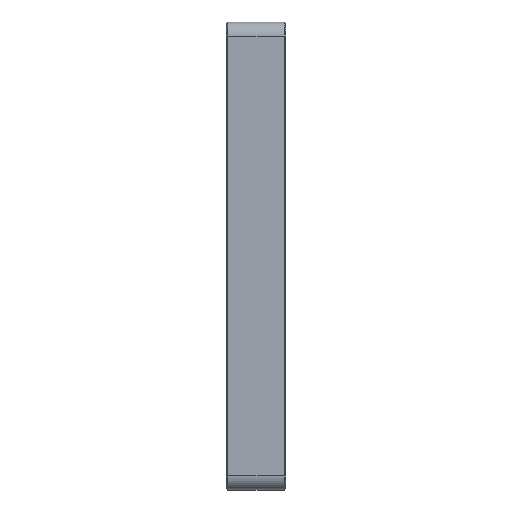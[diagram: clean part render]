
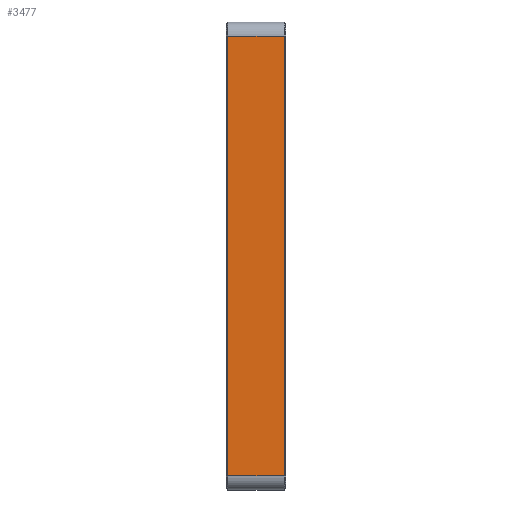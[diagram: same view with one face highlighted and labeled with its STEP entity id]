
A CAD part, left-side view. The second image highlights one B-rep face of the part: STEP entity #3477.
In plain terms, the highlighted planar face has unit normal (-1, 0, 0).
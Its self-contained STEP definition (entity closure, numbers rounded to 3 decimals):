
#428 = CARTESIAN_POINT ( 'NONE',  ( -75., 0.3, 47. ) ) ;
#727 = VERTEX_POINT ( 'NONE', #4075 ) ;
#992 = EDGE_CURVE ( 'NONE', #727, #10306, #10607, .T. ) ;
#1917 = CARTESIAN_POINT ( 'NONE',  ( -75., 0.3, -47. ) ) ;
#1954 = VECTOR ( 'NONE', #6576, 1000. ) ;
#2087 = PLANE ( 'NONE',  #8081 ) ;
#2844 = CARTESIAN_POINT ( 'NONE',  ( -75., 12.4, -47. ) ) ;
#3459 = VECTOR ( 'NONE', #13750, 1000. ) ;
#3477 = ADVANCED_FACE ( 'NONE', ( #15467 ), #2087, .F. ) ;
#3650 = LINE ( 'NONE', #7860, #6541 ) ;
#4075 = CARTESIAN_POINT ( 'NONE',  ( -75., 12.4, 47. ) ) ;
#5632 = EDGE_CURVE ( 'NONE', #727, #12091, #3650, .T. ) ;
#5707 = DIRECTION ( 'NONE',  ( 0., 0., -1. ) ) ;
#6534 = CARTESIAN_POINT ( 'NONE',  ( -75., 0.3, 47. ) ) ;
#6541 = VECTOR ( 'NONE', #9071, 1000. ) ;
#6576 = DIRECTION ( 'NONE',  ( 0., 0., 1. ) ) ;
#6726 = LINE ( 'NONE', #14984, #3459 ) ;
#6907 = EDGE_LOOP ( 'NONE', ( #9576, #14596, #11229, #8271 ) ) ;
#7263 = EDGE_CURVE ( 'NONE', #9007, #12091, #8512, .T. ) ;
#7860 = CARTESIAN_POINT ( 'NONE',  ( -75., 12.7, 47. ) ) ;
#8081 = AXIS2_PLACEMENT_3D ( 'NONE', #14363, #10700, #13821 ) ;
#8271 = ORIENTED_EDGE ( 'NONE', *, *, #992, .T. ) ;
#8512 = LINE ( 'NONE', #428, #1954 ) ;
#9007 = VERTEX_POINT ( 'NONE', #1917 ) ;
#9071 = DIRECTION ( 'NONE',  ( 0., -1., 0. ) ) ;
#9397 = EDGE_CURVE ( 'NONE', #10306, #9007, #6726, .T. ) ;
#9576 = ORIENTED_EDGE ( 'NONE', *, *, #9397, .T. ) ;
#10306 = VERTEX_POINT ( 'NONE', #2844 ) ;
#10607 = LINE ( 'NONE', #15027, #13104 ) ;
#10700 = DIRECTION ( 'NONE',  ( 1., 0., 0. ) ) ;
#11229 = ORIENTED_EDGE ( 'NONE', *, *, #5632, .F. ) ;
#12091 = VERTEX_POINT ( 'NONE', #6534 ) ;
#13104 = VECTOR ( 'NONE', #5707, 1000. ) ;
#13750 = DIRECTION ( 'NONE',  ( 0., -1., 0. ) ) ;
#13821 = DIRECTION ( 'NONE',  ( 0., 0., -1. ) ) ;
#14363 = CARTESIAN_POINT ( 'NONE',  ( -75., 12.7, 47. ) ) ;
#14596 = ORIENTED_EDGE ( 'NONE', *, *, #7263, .T. ) ;
#14984 = CARTESIAN_POINT ( 'NONE',  ( -75., 12.7, -47. ) ) ;
#15027 = CARTESIAN_POINT ( 'NONE',  ( -75., 12.4, 47. ) ) ;
#15467 = FACE_OUTER_BOUND ( 'NONE', #6907, .T. ) ;
